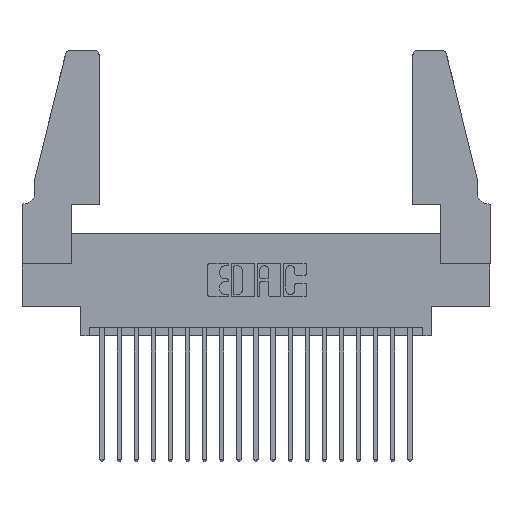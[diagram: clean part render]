
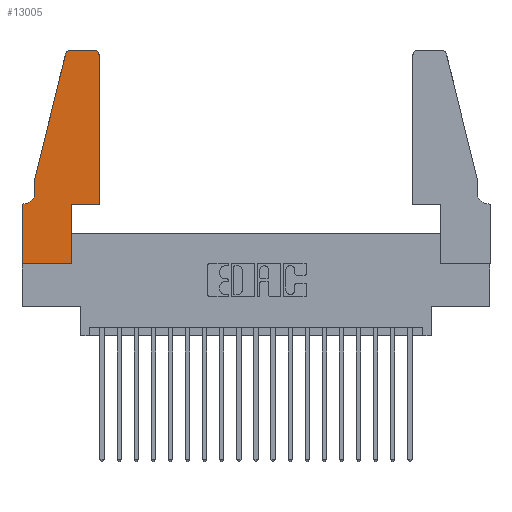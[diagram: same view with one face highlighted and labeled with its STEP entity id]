
A CAD part, top view. The second image highlights one B-rep face of the part: STEP entity #13005.
In plain terms, the highlighted planar face has unit normal (0, 0, 1).
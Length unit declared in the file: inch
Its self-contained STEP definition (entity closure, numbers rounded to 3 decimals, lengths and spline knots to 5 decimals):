
#33 = ORIENTED_EDGE ( 'NONE', *, *, #4418, .T. ) ;
#89 = DIRECTION ( 'NONE',  ( -1., 0., 0. ) ) ;
#384 = VERTEX_POINT ( 'NONE', #17110 ) ;
#1090 = VECTOR ( 'NONE', #89, 39.37008 ) ;
#1115 = AXIS2_PLACEMENT_3D ( 'NONE', #18193, #9124, #19714 ) ;
#1345 = CARTESIAN_POINT ( 'NONE',  ( 0.4505, 0.35, 0.37 ) ) ;
#1694 = VERTEX_POINT ( 'NONE', #1345 ) ;
#1967 = VERTEX_POINT ( 'NONE', #20192 ) ;
#1994 = DIRECTION ( 'NONE',  ( 0., 1., 0. ) ) ;
#2651 = LINE ( 'NONE', #10141, #18688 ) ;
#3126 = DIRECTION ( 'NONE',  ( 0., 1., 0. ) ) ;
#3277 = EDGE_CURVE ( 'NONE', #20072, #13761, #16071, .T. ) ;
#3498 = EDGE_CURVE ( 'NONE', #384, #12651, #4367, .T. ) ;
#3530 = VERTEX_POINT ( 'NONE', #6974 ) ;
#3601 = VECTOR ( 'NONE', #7393, 39.37008 ) ;
#3688 = CARTESIAN_POINT ( 'NONE',  ( 0., 0.35, 0.37 ) ) ;
#3740 = EDGE_CURVE ( 'NONE', #3530, #9919, #7884, .T. ) ;
#3936 = CARTESIAN_POINT ( 'NONE',  ( 0.0755, 0.42, 0.37 ) ) ;
#4083 = VECTOR ( 'NONE', #19123, 39.37008 ) ;
#4170 = EDGE_CURVE ( 'NONE', #18478, #1694, #12992, .T. ) ;
#4279 = CARTESIAN_POINT ( 'NONE',  ( 0.284, 1.25, 0.37 ) ) ;
#4283 = ORIENTED_EDGE ( 'NONE', *, *, #10683, .T. ) ;
#4367 = LINE ( 'NONE', #8439, #8141 ) ;
#4418 = EDGE_CURVE ( 'NONE', #9919, #1967, #20227, .T. ) ;
#4681 = VERTEX_POINT ( 'NONE', #17265 ) ;
#5034 = VECTOR ( 'NONE', #1994, 39.37008 ) ;
#5178 = LINE ( 'NONE', #12376, #13989 ) ;
#6054 = CARTESIAN_POINT ( 'NONE',  ( 0.2865, 0., 0.37 ) ) ;
#6727 = CARTESIAN_POINT ( 'NONE',  ( 0.4205, 1.22, 0.37 ) ) ;
#6889 = CARTESIAN_POINT ( 'NONE',  ( 0.4505, 0.35, 0.37 ) ) ;
#6911 = DIRECTION ( 'NONE',  ( 1., 0., 0. ) ) ;
#6974 = CARTESIAN_POINT ( 'NONE',  ( 0.4205, 1.25, 0.37 ) ) ;
#7393 = DIRECTION ( 'NONE',  ( -1., 0., 0. ) ) ;
#7715 = DIRECTION ( 'NONE',  ( -0.239, -0.971, 0. ) ) ;
#7884 = LINE ( 'NONE', #10598, #3601 ) ;
#7902 = VECTOR ( 'NONE', #9583, 39.37008 ) ;
#7981 = CARTESIAN_POINT ( 'NONE',  ( 0.0755, 0.5, 0.37 ) ) ;
#8059 = CARTESIAN_POINT ( 'NONE',  ( 0., 0.35, 0.37 ) ) ;
#8141 = VECTOR ( 'NONE', #17567, 39.37008 ) ;
#8331 = ORIENTED_EDGE ( 'NONE', *, *, #12079, .T. ) ;
#8337 = DIRECTION ( 'NONE',  ( 1., 0., 0. ) ) ;
#8439 = CARTESIAN_POINT ( 'NONE',  ( 0., 0., 0.37 ) ) ;
#8769 = EDGE_CURVE ( 'NONE', #17569, #384, #2651, .T. ) ;
#8799 = ORIENTED_EDGE ( 'NONE', *, *, #16356, .T. ) ;
#9124 = DIRECTION ( 'NONE',  ( 0., 0., 1. ) ) ;
#9174 = CARTESIAN_POINT ( 'NONE',  ( 0.0755, 0.5, 0.37 ) ) ;
#9366 = DIRECTION ( 'NONE',  ( 0., 0., -1. ) ) ;
#9583 = DIRECTION ( 'NONE',  ( 0., -1., 0. ) ) ;
#9919 = VERTEX_POINT ( 'NONE', #4279 ) ;
#10008 = EDGE_CURVE ( 'NONE', #1967, #20072, #5178, .T. ) ;
#10056 = VERTEX_POINT ( 'NONE', #17018 ) ;
#10063 = PLANE ( 'NONE',  #17647 ) ;
#10141 = CARTESIAN_POINT ( 'NONE',  ( 0., 0., 0.37 ) ) ;
#10598 = CARTESIAN_POINT ( 'NONE',  ( 0.2605, 1.25, 0.37 ) ) ;
#10683 = EDGE_CURVE ( 'NONE', #13761, #10056, #13260, .T. ) ;
#11037 = ORIENTED_EDGE ( 'NONE', *, *, #12778, .T. ) ;
#11281 = CARTESIAN_POINT ( 'NONE',  ( 0.2865, 0.35, 0.37 ) ) ;
#11746 = ORIENTED_EDGE ( 'NONE', *, *, #3498, .T. ) ;
#12079 = EDGE_CURVE ( 'NONE', #4681, #3530, #19357, .T. ) ;
#12376 = CARTESIAN_POINT ( 'NONE',  ( 0.0755, 0.5, 0.37 ) ) ;
#12632 = CARTESIAN_POINT ( 'NONE',  ( 0.4505, 0.35, 0.37 ) ) ;
#12651 = VERTEX_POINT ( 'NONE', #6054 ) ;
#12778 = EDGE_CURVE ( 'NONE', #1694, #4681, #19084, .T. ) ;
#12914 = LINE ( 'NONE', #13218, #5034 ) ;
#12992 = LINE ( 'NONE', #6889, #4083 ) ;
#13005 = ADVANCED_FACE ( 'NONE', ( #15828 ), #10063, .T. ) ;
#13218 = CARTESIAN_POINT ( 'NONE',  ( 0.2865, 0.35, 0.37 ) ) ;
#13260 = CIRCLE ( 'NONE', #13269, 0.07 ) ;
#13269 = AXIS2_PLACEMENT_3D ( 'NONE', #18422, #9366, #19940 ) ;
#13761 = VERTEX_POINT ( 'NONE', #3936 ) ;
#13868 = ORIENTED_EDGE ( 'NONE', *, *, #10008, .T. ) ;
#13989 = VECTOR ( 'NONE', #7715, 39.37008 ) ;
#15793 = AXIS2_PLACEMENT_3D ( 'NONE', #6727, #17464, #8337 ) ;
#15828 = FACE_OUTER_BOUND ( 'NONE', #18404, .T. ) ;
#15927 = EDGE_CURVE ( 'NONE', #12651, #18478, #12914, .T. ) ;
#16071 = LINE ( 'NONE', #7981, #7902 ) ;
#16164 = DIRECTION ( 'NONE',  ( 0., 0., 1. ) ) ;
#16226 = ORIENTED_EDGE ( 'NONE', *, *, #15927, .T. ) ;
#16356 = EDGE_CURVE ( 'NONE', #10056, #17569, #16859, .T. ) ;
#16859 = LINE ( 'NONE', #18934, #1090 ) ;
#17018 = CARTESIAN_POINT ( 'NONE',  ( 0.0055, 0.35, 0.37 ) ) ;
#17110 = CARTESIAN_POINT ( 'NONE',  ( 0., 0., 0.37 ) ) ;
#17265 = CARTESIAN_POINT ( 'NONE',  ( 0.4505, 1.22, 0.37 ) ) ;
#17366 = ORIENTED_EDGE ( 'NONE', *, *, #8769, .T. ) ;
#17464 = DIRECTION ( 'NONE',  ( 0., 0., 1. ) ) ;
#17567 = DIRECTION ( 'NONE',  ( 1., 0., 0. ) ) ;
#17569 = VERTEX_POINT ( 'NONE', #8059 ) ;
#17606 = ORIENTED_EDGE ( 'NONE', *, *, #4170, .T. ) ;
#17643 = DIRECTION ( 'NONE',  ( 0., -1., 0. ) ) ;
#17647 = AXIS2_PLACEMENT_3D ( 'NONE', #3688, #16164, #6911 ) ;
#18193 = CARTESIAN_POINT ( 'NONE',  ( 0.284, 1.22, 0.37 ) ) ;
#18404 = EDGE_LOOP ( 'NONE', ( #19463, #33, #13868, #19232, #4283, #8799, #17366, #11746, #16226, #17606, #11037, #8331 ) ) ;
#18422 = CARTESIAN_POINT ( 'NONE',  ( 0.0055, 0.42, 0.37 ) ) ;
#18478 = VERTEX_POINT ( 'NONE', #11281 ) ;
#18688 = VECTOR ( 'NONE', #17643, 39.37008 ) ;
#18934 = CARTESIAN_POINT ( 'NONE',  ( 0.0755, 0.35, 0.37 ) ) ;
#19084 = LINE ( 'NONE', #12632, #19561 ) ;
#19123 = DIRECTION ( 'NONE',  ( 1., 0., 0. ) ) ;
#19232 = ORIENTED_EDGE ( 'NONE', *, *, #3277, .T. ) ;
#19357 = CIRCLE ( 'NONE', #15793, 0.03 ) ;
#19463 = ORIENTED_EDGE ( 'NONE', *, *, #3740, .T. ) ;
#19561 = VECTOR ( 'NONE', #3126, 39.37008 ) ;
#19714 = DIRECTION ( 'NONE',  ( 1., 0., 0. ) ) ;
#19940 = DIRECTION ( 'NONE',  ( -1., 0., 0. ) ) ;
#20072 = VERTEX_POINT ( 'NONE', #9174 ) ;
#20192 = CARTESIAN_POINT ( 'NONE',  ( 0.25487, 1.22718, 0.37 ) ) ;
#20227 = CIRCLE ( 'NONE', #1115, 0.03 ) ;
